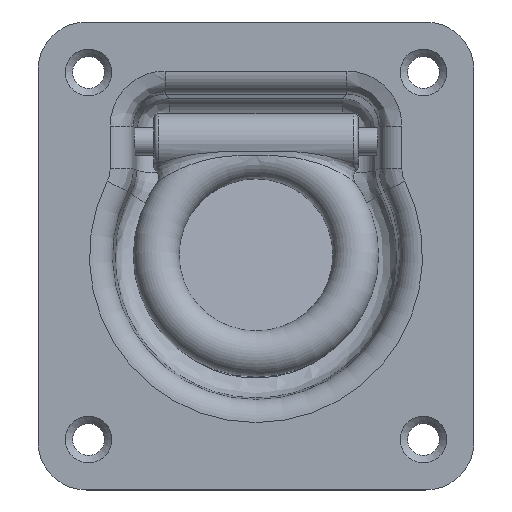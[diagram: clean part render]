
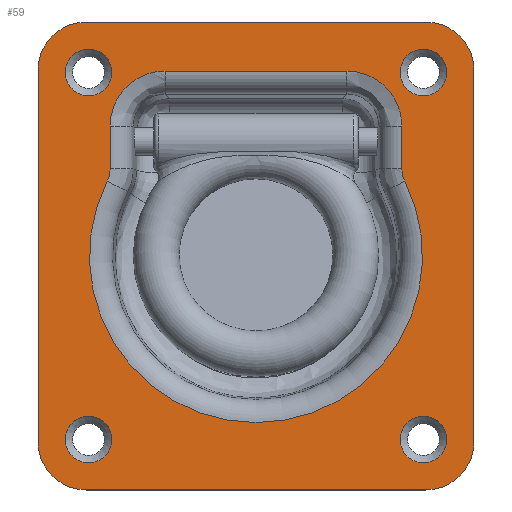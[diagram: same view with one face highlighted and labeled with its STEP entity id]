
A CAD part, top view. The second image highlights one B-rep face of the part: STEP entity #59.
In plain terms, the highlighted planar face has unit normal (0, 0, 1).
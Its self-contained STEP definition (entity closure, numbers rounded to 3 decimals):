
#22 = VERTEX_POINT('',#23);
#23 = CARTESIAN_POINT('',(41.6,-40.,0.));
#48 = EDGE_CURVE('',#22,#22,#49,.T.);
#49 = CIRCLE('',#50,5.1);
#50 = AXIS2_PLACEMENT_3D('',#51,#52,#53);
#51 = CARTESIAN_POINT('',(36.5,-40.,0.));
#52 = DIRECTION('',(0.,0.,1.));
#53 = DIRECTION('',(-1.,0.,0.));
#59 = ADVANCED_FACE('',(#60,#130,#141,#152,#227,#238),#241,.T.);
#60 = FACE_BOUND('',#61,.T.);
#61 = EDGE_LOOP('',(#62,#73,#81,#90,#98,#107,#115,#124));
#62 = ORIENTED_EDGE('',*,*,#63,.F.);
#63 = EDGE_CURVE('',#64,#66,#68,.T.);
#64 = VERTEX_POINT('',#65);
#65 = CARTESIAN_POINT('',(37.,51.,0.));
#66 = VERTEX_POINT('',#67);
#67 = CARTESIAN_POINT('',(47.5,40.5,0.));
#68 = CIRCLE('',#69,10.5);
#69 = AXIS2_PLACEMENT_3D('',#70,#71,#72);
#70 = CARTESIAN_POINT('',(37.,40.5,0.));
#71 = DIRECTION('',(0.,0.,-1.));
#72 = DIRECTION('',(0.707,0.707,0.));
#73 = ORIENTED_EDGE('',*,*,#74,.T.);
#74 = EDGE_CURVE('',#64,#75,#77,.T.);
#75 = VERTEX_POINT('',#76);
#76 = CARTESIAN_POINT('',(-37.,51.,0.));
#77 = LINE('',#78,#79);
#78 = CARTESIAN_POINT('',(47.5,51.,0.));
#79 = VECTOR('',#80,1.);
#80 = DIRECTION('',(-1.,0.,0.));
#81 = ORIENTED_EDGE('',*,*,#82,.F.);
#82 = EDGE_CURVE('',#83,#75,#85,.T.);
#83 = VERTEX_POINT('',#84);
#84 = CARTESIAN_POINT('',(-47.5,40.5,0.));
#85 = CIRCLE('',#86,10.5);
#86 = AXIS2_PLACEMENT_3D('',#87,#88,#89);
#87 = CARTESIAN_POINT('',(-37.,40.5,0.));
#88 = DIRECTION('',(0.,0.,-1.));
#89 = DIRECTION('',(-0.707,0.707,0.));
#90 = ORIENTED_EDGE('',*,*,#91,.T.);
#91 = EDGE_CURVE('',#83,#92,#94,.T.);
#92 = VERTEX_POINT('',#93);
#93 = CARTESIAN_POINT('',(-47.5,-40.5,0.));
#94 = LINE('',#95,#96);
#95 = CARTESIAN_POINT('',(-47.5,51.,0.));
#96 = VECTOR('',#97,1.);
#97 = DIRECTION('',(0.,-1.,0.));
#98 = ORIENTED_EDGE('',*,*,#99,.F.);
#99 = EDGE_CURVE('',#100,#92,#102,.T.);
#100 = VERTEX_POINT('',#101);
#101 = CARTESIAN_POINT('',(-37.,-51.,0.));
#102 = CIRCLE('',#103,10.5);
#103 = AXIS2_PLACEMENT_3D('',#104,#105,#106);
#104 = CARTESIAN_POINT('',(-37.,-40.5,0.));
#105 = DIRECTION('',(0.,0.,-1.));
#106 = DIRECTION('',(-0.707,-0.707,-0.));
#107 = ORIENTED_EDGE('',*,*,#108,.T.);
#108 = EDGE_CURVE('',#100,#109,#111,.T.);
#109 = VERTEX_POINT('',#110);
#110 = CARTESIAN_POINT('',(37.,-51.,0.));
#111 = LINE('',#112,#113);
#112 = CARTESIAN_POINT('',(-47.5,-51.,0.));
#113 = VECTOR('',#114,1.);
#114 = DIRECTION('',(1.,0.,0.));
#115 = ORIENTED_EDGE('',*,*,#116,.F.);
#116 = EDGE_CURVE('',#117,#109,#119,.T.);
#117 = VERTEX_POINT('',#118);
#118 = CARTESIAN_POINT('',(47.5,-40.5,0.));
#119 = CIRCLE('',#120,10.5);
#120 = AXIS2_PLACEMENT_3D('',#121,#122,#123);
#121 = CARTESIAN_POINT('',(37.,-40.5,0.));
#122 = DIRECTION('',(0.,0.,-1.));
#123 = DIRECTION('',(0.707,-0.707,0.));
#124 = ORIENTED_EDGE('',*,*,#125,.T.);
#125 = EDGE_CURVE('',#117,#66,#126,.T.);
#126 = LINE('',#127,#128);
#127 = CARTESIAN_POINT('',(47.5,-51.,0.));
#128 = VECTOR('',#129,1.);
#129 = DIRECTION('',(0.,1.,0.));
#130 = FACE_BOUND('',#131,.T.);
#131 = EDGE_LOOP('',(#132));
#132 = ORIENTED_EDGE('',*,*,#133,.F.);
#133 = EDGE_CURVE('',#134,#134,#136,.T.);
#134 = VERTEX_POINT('',#135);
#135 = CARTESIAN_POINT('',(41.6,40.,0.));
#136 = CIRCLE('',#137,5.1);
#137 = AXIS2_PLACEMENT_3D('',#138,#139,#140);
#138 = CARTESIAN_POINT('',(36.5,40.,0.));
#139 = DIRECTION('',(0.,0.,1.));
#140 = DIRECTION('',(-1.,0.,0.));
#141 = FACE_BOUND('',#142,.T.);
#142 = EDGE_LOOP('',(#143));
#143 = ORIENTED_EDGE('',*,*,#144,.F.);
#144 = EDGE_CURVE('',#145,#145,#147,.T.);
#145 = VERTEX_POINT('',#146);
#146 = CARTESIAN_POINT('',(-31.4,-40.,0.));
#147 = CIRCLE('',#148,5.1);
#148 = AXIS2_PLACEMENT_3D('',#149,#150,#151);
#149 = CARTESIAN_POINT('',(-36.5,-40.,0.));
#150 = DIRECTION('',(0.,0.,1.));
#151 = DIRECTION('',(-1.,0.,0.));
#152 = FACE_BOUND('',#153,.T.);
#153 = EDGE_LOOP('',(#154,#164,#175,#183,#192,#201,#210,#218));
#154 = ORIENTED_EDGE('',*,*,#155,.T.);
#155 = EDGE_CURVE('',#156,#158,#160,.T.);
#156 = VERTEX_POINT('',#157);
#157 = CARTESIAN_POINT('',(-19.827,40.298,0.));
#158 = VERTEX_POINT('',#159);
#159 = CARTESIAN_POINT('',(19.827,40.298,0.));
#160 = LINE('',#161,#162);
#161 = CARTESIAN_POINT('',(-14.5,40.298,0.));
#162 = VECTOR('',#163,1.);
#163 = DIRECTION('',(1.,0.,0.));
#164 = ORIENTED_EDGE('',*,*,#165,.T.);
#165 = EDGE_CURVE('',#158,#166,#168,.T.);
#166 = VERTEX_POINT('',#167);
#167 = CARTESIAN_POINT('',(31.798,28.327,0.));
#168 = B_SPLINE_CURVE_WITH_KNOTS('',3,(#169,#170,#171,#172,#173,#174),
  .UNSPECIFIED.,.F.,.F.,(4,1,1,4),(-0.783,-0.112,
    0.336,0.783),.UNSPECIFIED.);
#169 = CARTESIAN_POINT('',(19.827,40.298,
    0.));
#170 = CARTESIAN_POINT('',(22.518,40.298,
    0.));
#171 = CARTESIAN_POINT('',(26.979,38.732,
    0.));
#172 = CARTESIAN_POINT('',(30.98,33.699,
    0.));
#173 = CARTESIAN_POINT('',(31.798,30.121,
    0.));
#174 = CARTESIAN_POINT('',(31.798,28.327,
    0.));
#175 = ORIENTED_EDGE('',*,*,#176,.T.);
#176 = EDGE_CURVE('',#166,#177,#179,.T.);
#177 = VERTEX_POINT('',#178);
#178 = CARTESIAN_POINT('',(31.798,18.981,0.));
#179 = LINE('',#180,#181);
#180 = CARTESIAN_POINT('',(31.798,18.75,0.));
#181 = VECTOR('',#182,1.);
#182 = DIRECTION('',(0.,-1.,0.));
#183 = ORIENTED_EDGE('',*,*,#184,.F.);
#184 = EDGE_CURVE('',#185,#177,#187,.T.);
#185 = VERTEX_POINT('',#186);
#186 = CARTESIAN_POINT('',(32.435,16.295,0.));
#187 = B_SPLINE_CURVE_WITH_KNOTS('',3,(#188,#189,#190,#191),
  .UNSPECIFIED.,.F.,.F.,(4,4),(0.,0.279),
  .PIECEWISE_BEZIER_KNOTS.);
#188 = CARTESIAN_POINT('',(32.435,16.295,0.));
#189 = CARTESIAN_POINT('',(32.018,17.125,0.));
#190 = CARTESIAN_POINT('',(31.798,18.053,0.));
#191 = CARTESIAN_POINT('',(31.798,18.981,0.));
#192 = ORIENTED_EDGE('',*,*,#193,.F.);
#193 = EDGE_CURVE('',#194,#185,#196,.T.);
#194 = VERTEX_POINT('',#195);
#195 = CARTESIAN_POINT('',(-32.435,16.295,0.));
#196 = CIRCLE('',#197,36.298);
#197 = AXIS2_PLACEMENT_3D('',#198,#199,#200);
#198 = CARTESIAN_POINT('',(0.,0.,0.));
#199 = DIRECTION('',(0.,0.,1.));
#200 = DIRECTION('',(1.,0.,0.));
#201 = ORIENTED_EDGE('',*,*,#202,.F.);
#202 = EDGE_CURVE('',#203,#194,#205,.T.);
#203 = VERTEX_POINT('',#204);
#204 = CARTESIAN_POINT('',(-31.798,18.981,0.));
#205 = B_SPLINE_CURVE_WITH_KNOTS('',3,(#206,#207,#208,#209),
  .UNSPECIFIED.,.F.,.F.,(4,4),(0.,0.279),
  .PIECEWISE_BEZIER_KNOTS.);
#206 = CARTESIAN_POINT('',(-31.798,18.981,0.));
#207 = CARTESIAN_POINT('',(-31.798,18.053,0.));
#208 = CARTESIAN_POINT('',(-32.018,17.125,0.));
#209 = CARTESIAN_POINT('',(-32.435,16.295,0.));
#210 = ORIENTED_EDGE('',*,*,#211,.T.);
#211 = EDGE_CURVE('',#203,#212,#214,.T.);
#212 = VERTEX_POINT('',#213);
#213 = CARTESIAN_POINT('',(-31.798,28.327,0.));
#214 = LINE('',#215,#216);
#215 = CARTESIAN_POINT('',(-31.798,8.385,0.));
#216 = VECTOR('',#217,1.);
#217 = DIRECTION('',(0.,1.,0.));
#218 = ORIENTED_EDGE('',*,*,#219,.T.);
#219 = EDGE_CURVE('',#212,#156,#220,.T.);
#220 = B_SPLINE_CURVE_WITH_KNOTS('',3,(#221,#222,#223,#224,#225,#226),
  .UNSPECIFIED.,.F.,.F.,(4,1,1,4),(-0.783,-0.112,
    0.336,0.783),.UNSPECIFIED.);
#221 = CARTESIAN_POINT('',(-31.798,28.327,
    0.));
#222 = CARTESIAN_POINT('',(-31.798,31.018,
    0.));
#223 = CARTESIAN_POINT('',(-30.232,35.479,
    0.));
#224 = CARTESIAN_POINT('',(-25.199,39.48,
    0.));
#225 = CARTESIAN_POINT('',(-21.621,40.298,
    0.));
#226 = CARTESIAN_POINT('',(-19.827,40.298,
    0.));
#227 = FACE_BOUND('',#228,.T.);
#228 = EDGE_LOOP('',(#229));
#229 = ORIENTED_EDGE('',*,*,#230,.F.);
#230 = EDGE_CURVE('',#231,#231,#233,.T.);
#231 = VERTEX_POINT('',#232);
#232 = CARTESIAN_POINT('',(-31.4,40.,0.));
#233 = CIRCLE('',#234,5.1);
#234 = AXIS2_PLACEMENT_3D('',#235,#236,#237);
#235 = CARTESIAN_POINT('',(-36.5,40.,0.));
#236 = DIRECTION('',(0.,0.,1.));
#237 = DIRECTION('',(-1.,0.,0.));
#238 = FACE_BOUND('',#239,.T.);
#239 = EDGE_LOOP('',(#240));
#240 = ORIENTED_EDGE('',*,*,#48,.F.);
#241 = PLANE('',#242);
#242 = AXIS2_PLACEMENT_3D('',#243,#244,#245);
#243 = CARTESIAN_POINT('',(0.,0.,0.));
#244 = DIRECTION('',(0.,0.,1.));
#245 = DIRECTION('',(1.,0.,0.));
